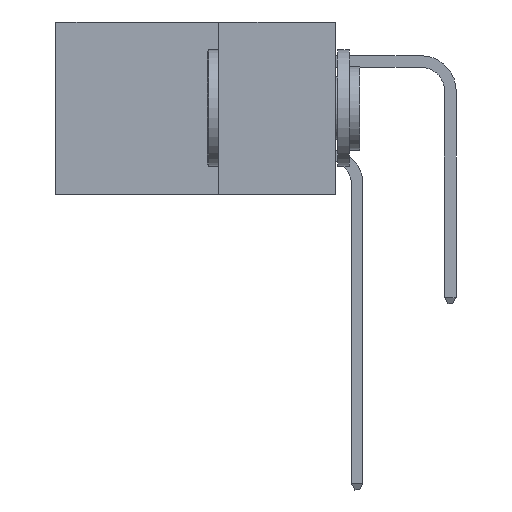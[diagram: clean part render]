
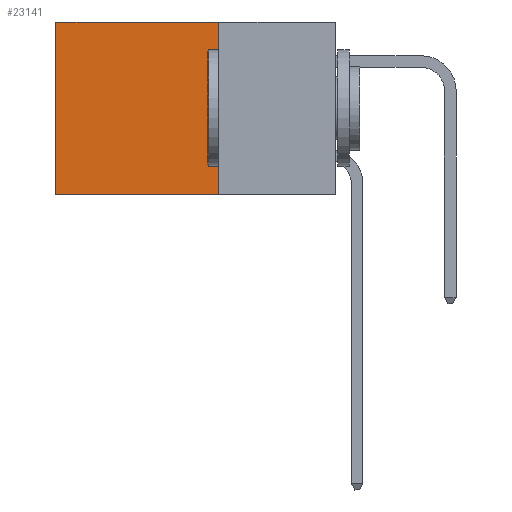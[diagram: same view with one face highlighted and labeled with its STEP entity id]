
A CAD part, left-side view. The second image highlights one B-rep face of the part: STEP entity #23141.
In plain terms, the highlighted planar face has unit normal (-1, 0, 0).
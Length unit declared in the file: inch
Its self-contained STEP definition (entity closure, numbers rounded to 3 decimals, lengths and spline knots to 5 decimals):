
#31 = ORIENTED_EDGE ( 'NONE', *, *, #3021, .F. ) ;
#1430 = DIRECTION ( 'NONE',  ( 0., 1., 0. ) ) ;
#2459 = DIRECTION ( 'NONE',  ( 0., 1., 0. ) ) ;
#3021 = EDGE_CURVE ( 'NONE', #34043, #19341, #22937, .T. ) ;
#8206 = LINE ( 'NONE', #9124, #20690 ) ;
#9124 = CARTESIAN_POINT ( 'NONE',  ( 0.2875, 0.25, 0. ) ) ;
#10833 = CARTESIAN_POINT ( 'NONE',  ( 0.2875, 0.6, -0.37 ) ) ;
#11933 = CARTESIAN_POINT ( 'NONE',  ( 0.2875, 0.6, 0. ) ) ;
#12402 = DIRECTION ( 'NONE',  ( 0., 0., -1. ) ) ;
#14630 = VERTEX_POINT ( 'NONE', #18665 ) ;
#15393 = CARTESIAN_POINT ( 'NONE',  ( 0.2875, 0.25, 0. ) ) ;
#15647 = DIRECTION ( 'NONE',  ( 0., 0., -1. ) ) ;
#17090 = EDGE_CURVE ( 'NONE', #42482, #19341, #35036, .T. ) ;
#18665 = CARTESIAN_POINT ( 'NONE',  ( 0.2875, 0.25, 0. ) ) ;
#19164 = PLANE ( 'NONE',  #33494 ) ;
#19341 = VERTEX_POINT ( 'NONE', #10833 ) ;
#19449 = CARTESIAN_POINT ( 'NONE',  ( 0.2875, 0.6, 0. ) ) ;
#20690 = VECTOR ( 'NONE', #43766, 39.37008 ) ;
#20787 = ORIENTED_EDGE ( 'NONE', *, *, #27390, .F. ) ;
#21498 = FACE_OUTER_BOUND ( 'NONE', #23430, .T. ) ;
#22925 = LINE ( 'NONE', #15393, #39714 ) ;
#22937 = LINE ( 'NONE', #35873, #25643 ) ;
#23141 = ADVANCED_FACE ( 'NONE', ( #21498 ), #19164, .F. ) ;
#23430 = EDGE_LOOP ( 'NONE', ( #30380, #31, #20787, #26738 ) ) ;
#25643 = VECTOR ( 'NONE', #2459, 39.37008 ) ;
#26738 = ORIENTED_EDGE ( 'NONE', *, *, #32100, .T. ) ;
#27390 = EDGE_CURVE ( 'NONE', #14630, #34043, #8206, .T. ) ;
#30161 = CARTESIAN_POINT ( 'NONE',  ( 0.2875, 0.25, -0.37 ) ) ;
#30380 = ORIENTED_EDGE ( 'NONE', *, *, #17090, .T. ) ;
#32100 = EDGE_CURVE ( 'NONE', #14630, #42482, #22925, .T. ) ;
#33494 = AXIS2_PLACEMENT_3D ( 'NONE', #43463, #36457, #15647 ) ;
#34043 = VERTEX_POINT ( 'NONE', #30161 ) ;
#35036 = LINE ( 'NONE', #19449, #36662 ) ;
#35873 = CARTESIAN_POINT ( 'NONE',  ( 0.2875, 0.25, -0.37 ) ) ;
#36457 = DIRECTION ( 'NONE',  ( 1., 0., 0. ) ) ;
#36662 = VECTOR ( 'NONE', #12402, 39.37008 ) ;
#39714 = VECTOR ( 'NONE', #1430, 39.37008 ) ;
#42482 = VERTEX_POINT ( 'NONE', #11933 ) ;
#43463 = CARTESIAN_POINT ( 'NONE',  ( 0.2875, 0.25, 0. ) ) ;
#43766 = DIRECTION ( 'NONE',  ( 0., 0., -1. ) ) ;
